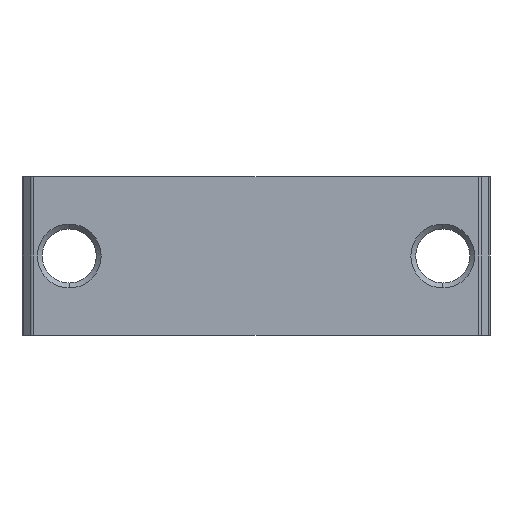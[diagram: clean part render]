
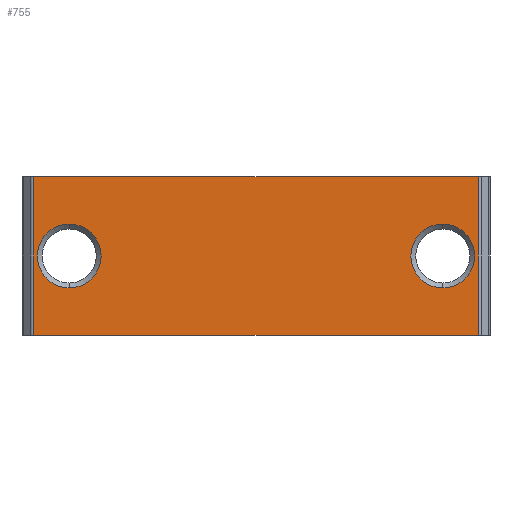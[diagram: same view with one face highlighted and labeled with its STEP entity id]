
A CAD part, front view. The second image highlights one B-rep face of the part: STEP entity #755.
In plain terms, the highlighted planar face has unit normal (0, -1, 0).
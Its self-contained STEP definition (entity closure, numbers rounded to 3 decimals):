
#7 = EDGE_CURVE ( 'NONE', #318, #2496, #2346, .T. ) ;
#16 = DIRECTION ( 'NONE',  ( 0., 1., 0. ) ) ;
#75 = AXIS2_PLACEMENT_3D ( 'NONE', #2615, #1631, #764 ) ;
#94 = EDGE_CURVE ( 'NONE', #2496, #318, #1574, .T. ) ;
#97 = EDGE_LOOP ( 'NONE', ( #2323, #982 ) ) ;
#168 = CARTESIAN_POINT ( 'NONE',  ( 19., 0., 8.05 ) ) ;
#169 = CARTESIAN_POINT ( 'NONE',  ( -22.593, 0., 0. ) ) ;
#173 = FACE_OUTER_BOUND ( 'NONE', #700, .T. ) ;
#192 = LINE ( 'NONE', #1050, #2468 ) ;
#227 = VECTOR ( 'NONE', #2288, 1000. ) ;
#231 = ORIENTED_EDGE ( 'NONE', *, *, #1835, .T. ) ;
#255 = VERTEX_POINT ( 'NONE', #2275 ) ;
#262 = CARTESIAN_POINT ( 'NONE',  ( -22.593, 0., 0. ) ) ;
#318 = VERTEX_POINT ( 'NONE', #2416 ) ;
#342 = VERTEX_POINT ( 'NONE', #579 ) ;
#395 = AXIS2_PLACEMENT_3D ( 'NONE', #1528, #2338, #702 ) ;
#413 = DIRECTION ( 'NONE',  ( 1., 0., 0. ) ) ;
#512 = EDGE_CURVE ( 'NONE', #1701, #2505, #652, .T. ) ;
#513 = DIRECTION ( 'NONE',  ( 0., 0., 1. ) ) ;
#536 = VERTEX_POINT ( 'NONE', #262 ) ;
#555 = FACE_BOUND ( 'NONE', #2146, .T. ) ;
#579 = CARTESIAN_POINT ( 'NONE',  ( 22.593, 0., 0. ) ) ;
#597 = ORIENTED_EDGE ( 'NONE', *, *, #512, .F. ) ;
#648 = LINE ( 'NONE', #1662, #2102 ) ;
#652 = LINE ( 'NONE', #1473, #227 ) ;
#700 = EDGE_LOOP ( 'NONE', ( #2205, #231, #597, #1591 ) ) ;
#702 = DIRECTION ( 'NONE',  ( 0., 0., 1. ) ) ;
#721 = DIRECTION ( 'NONE',  ( 0., 1., 0. ) ) ;
#723 = CIRCLE ( 'NONE', #2528, 3.25 ) ;
#742 = VECTOR ( 'NONE', #1441, 1000. ) ;
#755 = ADVANCED_FACE ( 'NONE', ( #2438, #555, #173 ), #1177, .F. ) ;
#764 = DIRECTION ( 'NONE',  ( 0., 0., 1. ) ) ;
#794 = CARTESIAN_POINT ( 'NONE',  ( 22.593, 0., 16.1 ) ) ;
#982 = ORIENTED_EDGE ( 'NONE', *, *, #7, .T. ) ;
#991 = DIRECTION ( 'NONE',  ( 0., 1., 0. ) ) ;
#1017 = DIRECTION ( 'NONE',  ( 0., 0., 1. ) ) ;
#1029 = LINE ( 'NONE', #169, #742 ) ;
#1050 = CARTESIAN_POINT ( 'NONE',  ( 23.8, 0., 0. ) ) ;
#1177 = PLANE ( 'NONE',  #75 ) ;
#1206 = ORIENTED_EDGE ( 'NONE', *, *, #2621, .T. ) ;
#1234 = AXIS2_PLACEMENT_3D ( 'NONE', #168, #991, #1017 ) ;
#1386 = CARTESIAN_POINT ( 'NONE',  ( 19., 0., 4.8 ) ) ;
#1441 = DIRECTION ( 'NONE',  ( 0., 0., -1. ) ) ;
#1473 = CARTESIAN_POINT ( 'NONE',  ( 23.8, 0., 16.1 ) ) ;
#1528 = CARTESIAN_POINT ( 'NONE',  ( 19., 0., 8.05 ) ) ;
#1566 = CIRCLE ( 'NONE', #1656, 3.25 ) ;
#1574 = CIRCLE ( 'NONE', #395, 3.25 ) ;
#1585 = EDGE_CURVE ( 'NONE', #255, #2058, #723, .T. ) ;
#1591 = ORIENTED_EDGE ( 'NONE', *, *, #2244, .T. ) ;
#1631 = DIRECTION ( 'NONE',  ( 0., 1., 0. ) ) ;
#1656 = AXIS2_PLACEMENT_3D ( 'NONE', #1684, #16, #2119 ) ;
#1662 = CARTESIAN_POINT ( 'NONE',  ( 22.593, 0., 16.1 ) ) ;
#1684 = CARTESIAN_POINT ( 'NONE',  ( -19., 0., 8.05 ) ) ;
#1701 = VERTEX_POINT ( 'NONE', #2660 ) ;
#1835 = EDGE_CURVE ( 'NONE', #342, #2505, #648, .T. ) ;
#2058 = VERTEX_POINT ( 'NONE', #2179 ) ;
#2102 = VECTOR ( 'NONE', #2327, 1000. ) ;
#2119 = DIRECTION ( 'NONE',  ( 0., 0., 1. ) ) ;
#2146 = EDGE_LOOP ( 'NONE', ( #2679, #1206 ) ) ;
#2179 = CARTESIAN_POINT ( 'NONE',  ( -19., 0., 11.3 ) ) ;
#2205 = ORIENTED_EDGE ( 'NONE', *, *, #2591, .T. ) ;
#2244 = EDGE_CURVE ( 'NONE', #1701, #536, #1029, .T. ) ;
#2275 = CARTESIAN_POINT ( 'NONE',  ( -19., 0., 4.8 ) ) ;
#2288 = DIRECTION ( 'NONE',  ( 1., 0., 0. ) ) ;
#2323 = ORIENTED_EDGE ( 'NONE', *, *, #94, .T. ) ;
#2327 = DIRECTION ( 'NONE',  ( 0., 0., 1. ) ) ;
#2338 = DIRECTION ( 'NONE',  ( 0., 1., 0. ) ) ;
#2346 = CIRCLE ( 'NONE', #1234, 3.25 ) ;
#2416 = CARTESIAN_POINT ( 'NONE',  ( 19., 0., 11.3 ) ) ;
#2438 = FACE_BOUND ( 'NONE', #97, .T. ) ;
#2468 = VECTOR ( 'NONE', #413, 1000. ) ;
#2496 = VERTEX_POINT ( 'NONE', #1386 ) ;
#2505 = VERTEX_POINT ( 'NONE', #794 ) ;
#2528 = AXIS2_PLACEMENT_3D ( 'NONE', #2558, #721, #513 ) ;
#2558 = CARTESIAN_POINT ( 'NONE',  ( -19., 0., 8.05 ) ) ;
#2591 = EDGE_CURVE ( 'NONE', #536, #342, #192, .T. ) ;
#2615 = CARTESIAN_POINT ( 'NONE',  ( 23.8, 0., 16.1 ) ) ;
#2621 = EDGE_CURVE ( 'NONE', #2058, #255, #1566, .T. ) ;
#2660 = CARTESIAN_POINT ( 'NONE',  ( -22.593, 0., 16.1 ) ) ;
#2679 = ORIENTED_EDGE ( 'NONE', *, *, #1585, .T. ) ;
